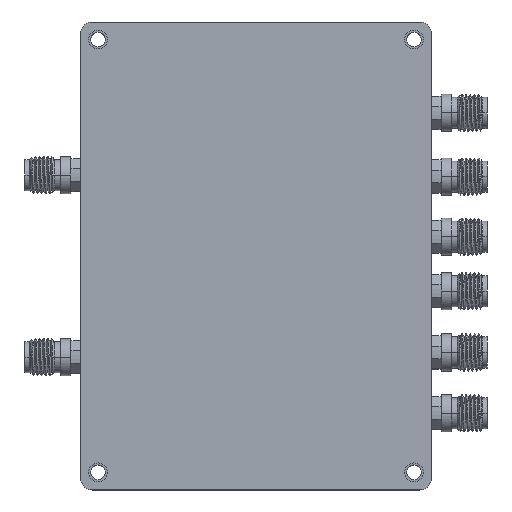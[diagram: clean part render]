
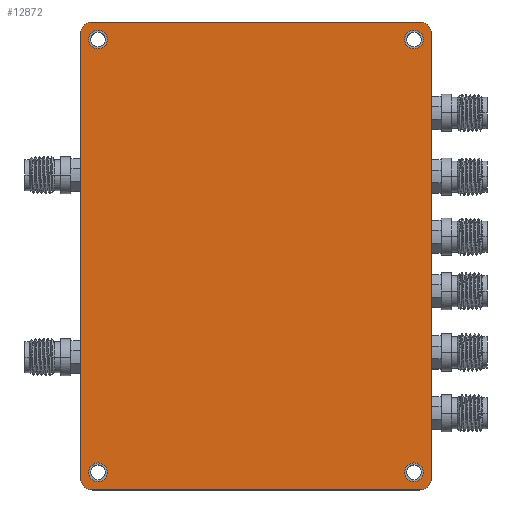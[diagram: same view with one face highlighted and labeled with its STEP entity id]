
A CAD part, top view. The second image highlights one B-rep face of the part: STEP entity #12872.
In plain terms, the highlighted planar face has unit normal (0, 0, 1).
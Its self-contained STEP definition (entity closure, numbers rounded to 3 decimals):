
#164 = CARTESIAN_POINT ( 'NONE',  ( -87.07, 96.73, 3. ) ) ;
#276 = ORIENTED_EDGE ( 'NONE', *, *, #13823, .F. ) ;
#362 = DIRECTION ( 'NONE',  ( 1., 0., 0. ) ) ;
#370 = CARTESIAN_POINT ( 'NONE',  ( -83.87, 22.67, 3. ) ) ;
#389 = VECTOR ( 'NONE', #2524, 1000. ) ;
#451 = CIRCLE ( 'NONE', #14401, 1.6 ) ;
#485 = VERTEX_POINT ( 'NONE', #7612 ) ;
#595 = DIRECTION ( 'NONE',  ( 1., 0., 0. ) ) ;
#599 = CIRCLE ( 'NONE', #10123, 2. ) ;
#611 = DIRECTION ( 'NONE',  ( 0., 0., 1. ) ) ;
#708 = VERTEX_POINT ( 'NONE', #9669 ) ;
#810 = CARTESIAN_POINT ( 'NONE',  ( -85.47, 96.73, 3. ) ) ;
#846 = AXIS2_PLACEMENT_3D ( 'NONE', #1776, #1869, #9123 ) ;
#962 = EDGE_LOOP ( 'NONE', ( #276, #6593 ) ) ;
#970 = ORIENTED_EDGE ( 'NONE', *, *, #13192, .T. ) ;
#984 = FACE_OUTER_BOUND ( 'NONE', #11038, .T. ) ;
#1227 = CIRCLE ( 'NONE', #11492, 2. ) ;
#1290 = CARTESIAN_POINT ( 'NONE',  ( -82.47, 99.73, 3. ) ) ;
#1519 = VERTEX_POINT ( 'NONE', #4185 ) ;
#1526 = EDGE_CURVE ( 'NONE', #11300, #7210, #2145, .T. ) ;
#1776 = CARTESIAN_POINT ( 'NONE',  ( -139.53, 22.67, 3. ) ) ;
#1855 = DIRECTION ( 'NONE',  ( 1., 0., 0. ) ) ;
#1869 = DIRECTION ( 'NONE',  ( 0., 0., 1. ) ) ;
#1907 = ORIENTED_EDGE ( 'NONE', *, *, #7510, .T. ) ;
#2073 = CARTESIAN_POINT ( 'NONE',  ( -142.53, 99.73, 3. ) ) ;
#2078 = EDGE_LOOP ( 'NONE', ( #2705, #14022 ) ) ;
#2107 = VECTOR ( 'NONE', #14557, 1000. ) ;
#2135 = EDGE_CURVE ( 'NONE', #9673, #7507, #10779, .T. ) ;
#2145 = CIRCLE ( 'NONE', #846, 1.6 ) ;
#2204 = EDGE_CURVE ( 'NONE', #13208, #708, #1227, .T. ) ;
#2233 = AXIS2_PLACEMENT_3D ( 'NONE', #14172, #9393, #7016 ) ;
#2254 = VERTEX_POINT ( 'NONE', #10686 ) ;
#2524 = DIRECTION ( 'NONE',  ( 0., 1., 0. ) ) ;
#2548 = DIRECTION ( 'NONE',  ( 0., 0., 1. ) ) ;
#2574 = ORIENTED_EDGE ( 'NONE', *, *, #9122, .T. ) ;
#2626 = EDGE_CURVE ( 'NONE', #14490, #3082, #451, .T. ) ;
#2648 = LINE ( 'NONE', #2743, #2107 ) ;
#2701 = EDGE_LOOP ( 'NONE', ( #10518, #6694 ) ) ;
#2705 = ORIENTED_EDGE ( 'NONE', *, *, #6386, .F. ) ;
#2723 = EDGE_CURVE ( 'NONE', #1519, #11359, #8481, .T. ) ;
#2743 = CARTESIAN_POINT ( 'NONE',  ( -142.53, 99.73, 3. ) ) ;
#2845 = VERTEX_POINT ( 'NONE', #12204 ) ;
#2900 = DIRECTION ( 'NONE',  ( 0., 0., 1. ) ) ;
#2926 = CARTESIAN_POINT ( 'NONE',  ( -137.93, 96.73, 3. ) ) ;
#2929 = VERTEX_POINT ( 'NONE', #164 ) ;
#2955 = AXIS2_PLACEMENT_3D ( 'NONE', #14667, #6267, #11173 ) ;
#3082 = VERTEX_POINT ( 'NONE', #370 ) ;
#3193 = ORIENTED_EDGE ( 'NONE', *, *, #1526, .F. ) ;
#3304 = DIRECTION ( 'NONE',  ( 1., 0., 0. ) ) ;
#3375 = CIRCLE ( 'NONE', #7556, 2. ) ;
#3401 = CIRCLE ( 'NONE', #6541, 2. ) ;
#3569 = CIRCLE ( 'NONE', #5363, 1.6 ) ;
#3591 = DIRECTION ( 'NONE',  ( 1., 0., 0. ) ) ;
#3854 = CARTESIAN_POINT ( 'NONE',  ( -140.53, 21.67, 3. ) ) ;
#3868 = EDGE_CURVE ( 'NONE', #9566, #2254, #3401, .T. ) ;
#4146 = FACE_BOUND ( 'NONE', #2701, .T. ) ;
#4185 = CARTESIAN_POINT ( 'NONE',  ( -141.13, 96.73, 3. ) ) ;
#4797 = AXIS2_PLACEMENT_3D ( 'NONE', #810, #5663, #8057 ) ;
#4955 = AXIS2_PLACEMENT_3D ( 'NONE', #5266, #2900, #14867 ) ;
#5045 = EDGE_CURVE ( 'NONE', #2929, #485, #3569, .T. ) ;
#5266 = CARTESIAN_POINT ( 'NONE',  ( -85.47, 22.67, 3. ) ) ;
#5363 = AXIS2_PLACEMENT_3D ( 'NONE', #10119, #6580, #11336 ) ;
#5461 = DIRECTION ( 'NONE',  ( 1., 0., 0. ) ) ;
#5649 = FACE_BOUND ( 'NONE', #2078, .T. ) ;
#5662 = CARTESIAN_POINT ( 'NONE',  ( -84.47, 19.67, 3. ) ) ;
#5663 = DIRECTION ( 'NONE',  ( 0., 0., 1. ) ) ;
#6018 = FACE_BOUND ( 'NONE', #962, .T. ) ;
#6108 = DIRECTION ( 'NONE',  ( 0., 0., 1. ) ) ;
#6160 = CARTESIAN_POINT ( 'NONE',  ( -140.53, 99.73, 3. ) ) ;
#6209 = DIRECTION ( 'NONE',  ( 1., 0., 0. ) ) ;
#6229 = CARTESIAN_POINT ( 'NONE',  ( -85.47, 22.67, 3. ) ) ;
#6260 = ORIENTED_EDGE ( 'NONE', *, *, #8062, .F. ) ;
#6267 = DIRECTION ( 'NONE',  ( 0., 0., 1. ) ) ;
#6386 = EDGE_CURVE ( 'NONE', #11359, #1519, #11348, .T. ) ;
#6541 = AXIS2_PLACEMENT_3D ( 'NONE', #9250, #14120, #3304 ) ;
#6580 = DIRECTION ( 'NONE',  ( 0., 0., 1. ) ) ;
#6593 = ORIENTED_EDGE ( 'NONE', *, *, #5045, .F. ) ;
#6694 = ORIENTED_EDGE ( 'NONE', *, *, #2626, .F. ) ;
#6989 = VECTOR ( 'NONE', #15237, 1000. ) ;
#7016 = DIRECTION ( 'NONE',  ( 1., 0., 0. ) ) ;
#7044 = CARTESIAN_POINT ( 'NONE',  ( -87.07, 22.67, 3. ) ) ;
#7210 = VERTEX_POINT ( 'NONE', #14985 ) ;
#7269 = DIRECTION ( 'NONE',  ( 0., 0., 1. ) ) ;
#7507 = VERTEX_POINT ( 'NONE', #13509 ) ;
#7510 = EDGE_CURVE ( 'NONE', #708, #11724, #2648, .T. ) ;
#7519 = CARTESIAN_POINT ( 'NONE',  ( -139.53, 96.73, 3. ) ) ;
#7556 = AXIS2_PLACEMENT_3D ( 'NONE', #3854, #6108, #6209 ) ;
#7612 = CARTESIAN_POINT ( 'NONE',  ( -83.87, 96.73, 3. ) ) ;
#7622 = ORIENTED_EDGE ( 'NONE', *, *, #2135, .T. ) ;
#7715 = CIRCLE ( 'NONE', #4955, 1.6 ) ;
#7717 = EDGE_CURVE ( 'NONE', #3082, #14490, #7715, .T. ) ;
#7874 = LINE ( 'NONE', #9269, #15401 ) ;
#8057 = DIRECTION ( 'NONE',  ( 1., 0., 0. ) ) ;
#8062 = EDGE_CURVE ( 'NONE', #7210, #11300, #14487, .T. ) ;
#8258 = LINE ( 'NONE', #1290, #389 ) ;
#8284 = ORIENTED_EDGE ( 'NONE', *, *, #13556, .T. ) ;
#8362 = CARTESIAN_POINT ( 'NONE',  ( -84.47, 97.73, 3. ) ) ;
#8481 = CIRCLE ( 'NONE', #15288, 1.6 ) ;
#8827 = FACE_BOUND ( 'NONE', #12294, .T. ) ;
#8915 = CARTESIAN_POINT ( 'NONE',  ( -141.13, 22.67, 3. ) ) ;
#9122 = EDGE_CURVE ( 'NONE', #7507, #2845, #3375, .T. ) ;
#9123 = DIRECTION ( 'NONE',  ( 1., 0., 0. ) ) ;
#9250 = CARTESIAN_POINT ( 'NONE',  ( -84.47, 21.67, 3. ) ) ;
#9269 = CARTESIAN_POINT ( 'NONE',  ( -142.53, 19.67, 3. ) ) ;
#9393 = DIRECTION ( 'NONE',  ( 0., 0., 1. ) ) ;
#9566 = VERTEX_POINT ( 'NONE', #5662 ) ;
#9669 = CARTESIAN_POINT ( 'NONE',  ( -84.47, 99.73, 3. ) ) ;
#9673 = VERTEX_POINT ( 'NONE', #13148 ) ;
#10119 = CARTESIAN_POINT ( 'NONE',  ( -85.47, 96.73, 3. ) ) ;
#10123 = AXIS2_PLACEMENT_3D ( 'NONE', #10255, #611, #5461 ) ;
#10255 = CARTESIAN_POINT ( 'NONE',  ( -140.53, 97.73, 3. ) ) ;
#10518 = ORIENTED_EDGE ( 'NONE', *, *, #7717, .F. ) ;
#10528 = CIRCLE ( 'NONE', #4797, 1.6 ) ;
#10686 = CARTESIAN_POINT ( 'NONE',  ( -82.47, 21.67, 3. ) ) ;
#10779 = LINE ( 'NONE', #2073, #6989 ) ;
#10972 = AXIS2_PLACEMENT_3D ( 'NONE', #7519, #2548, #362 ) ;
#11038 = EDGE_LOOP ( 'NONE', ( #8284, #15419, #1907, #11968, #7622, #2574, #970, #14719 ) ) ;
#11173 = DIRECTION ( 'NONE',  ( 1., 0., 0. ) ) ;
#11192 = CARTESIAN_POINT ( 'NONE',  ( -139.53, 96.73, 3. ) ) ;
#11300 = VERTEX_POINT ( 'NONE', #8915 ) ;
#11336 = DIRECTION ( 'NONE',  ( 1., 0., 0. ) ) ;
#11348 = CIRCLE ( 'NONE', #10972, 1.6 ) ;
#11359 = VERTEX_POINT ( 'NONE', #2926 ) ;
#11492 = AXIS2_PLACEMENT_3D ( 'NONE', #8362, #11990, #3591 ) ;
#11724 = VERTEX_POINT ( 'NONE', #6160 ) ;
#11968 = ORIENTED_EDGE ( 'NONE', *, *, #15308, .T. ) ;
#11990 = DIRECTION ( 'NONE',  ( 0., 0., 1. ) ) ;
#12204 = CARTESIAN_POINT ( 'NONE',  ( -140.53, 19.67, 3. ) ) ;
#12256 = PLANE ( 'NONE',  #2955 ) ;
#12294 = EDGE_LOOP ( 'NONE', ( #6260, #3193 ) ) ;
#12872 = ADVANCED_FACE ( 'NONE', ( #6018, #8827, #4146, #5649, #984 ), #12256, .T. ) ;
#13148 = CARTESIAN_POINT ( 'NONE',  ( -142.53, 97.73, 3. ) ) ;
#13192 = EDGE_CURVE ( 'NONE', #2845, #9566, #7874, .T. ) ;
#13208 = VERTEX_POINT ( 'NONE', #14239 ) ;
#13509 = CARTESIAN_POINT ( 'NONE',  ( -142.53, 21.67, 3. ) ) ;
#13556 = EDGE_CURVE ( 'NONE', #2254, #13208, #8258, .T. ) ;
#13589 = DIRECTION ( 'NONE',  ( 0., 0., 1. ) ) ;
#13823 = EDGE_CURVE ( 'NONE', #485, #2929, #10528, .T. ) ;
#14022 = ORIENTED_EDGE ( 'NONE', *, *, #2723, .F. ) ;
#14120 = DIRECTION ( 'NONE',  ( 0., 0., 1. ) ) ;
#14172 = CARTESIAN_POINT ( 'NONE',  ( -139.53, 22.67, 3. ) ) ;
#14239 = CARTESIAN_POINT ( 'NONE',  ( -82.47, 97.73, 3. ) ) ;
#14401 = AXIS2_PLACEMENT_3D ( 'NONE', #6229, #7269, #14838 ) ;
#14487 = CIRCLE ( 'NONE', #2233, 1.6 ) ;
#14490 = VERTEX_POINT ( 'NONE', #7044 ) ;
#14557 = DIRECTION ( 'NONE',  ( -1., 0., 0. ) ) ;
#14667 = CARTESIAN_POINT ( 'NONE',  ( 0., 0., 3. ) ) ;
#14719 = ORIENTED_EDGE ( 'NONE', *, *, #3868, .T. ) ;
#14838 = DIRECTION ( 'NONE',  ( 1., 0., 0. ) ) ;
#14867 = DIRECTION ( 'NONE',  ( 1., 0., 0. ) ) ;
#14985 = CARTESIAN_POINT ( 'NONE',  ( -137.93, 22.67, 3. ) ) ;
#15237 = DIRECTION ( 'NONE',  ( 0., -1., 0. ) ) ;
#15288 = AXIS2_PLACEMENT_3D ( 'NONE', #11192, #13589, #595 ) ;
#15308 = EDGE_CURVE ( 'NONE', #11724, #9673, #599, .T. ) ;
#15401 = VECTOR ( 'NONE', #1855, 1000. ) ;
#15419 = ORIENTED_EDGE ( 'NONE', *, *, #2204, .T. ) ;
